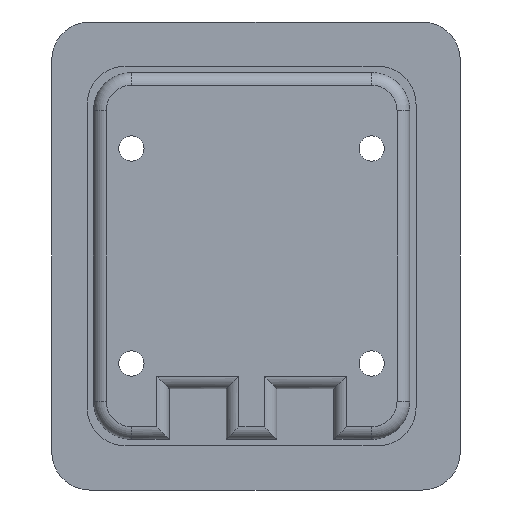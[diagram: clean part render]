
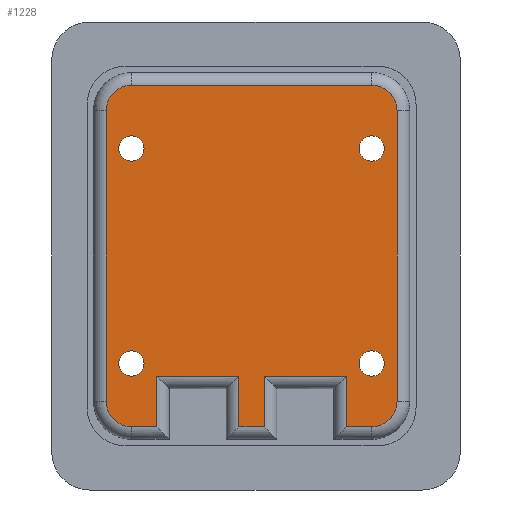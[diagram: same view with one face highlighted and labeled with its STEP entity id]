
A CAD part, front view. The second image highlights one B-rep face of the part: STEP entity #1228.
In plain terms, the highlighted planar face has unit normal (0, -1, 0).
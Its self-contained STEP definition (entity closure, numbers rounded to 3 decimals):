
#21=FACE_BOUND('',#258,.T.);
#22=FACE_BOUND('',#259,.T.);
#23=FACE_BOUND('',#260,.T.);
#24=FACE_BOUND('',#261,.T.);
#85=CIRCLE('',#1283,1.);
#90=CIRCLE('',#1290,1.);
#93=CIRCLE('',#1319,0.5);
#95=CIRCLE('',#1322,0.5);
#97=CIRCLE('',#1328,0.5);
#99=CIRCLE('',#1331,0.5);
#105=CIRCLE('',#1344,1.);
#109=CIRCLE('',#1350,1.);
#184=FACE_OUTER_BOUND('',#257,.T.);
#257=EDGE_LOOP('',(#973,#974,#975,#976,#977,#978,#979,#980,#981,#982,#983,
#984,#985,#986,#987,#988));
#258=EDGE_LOOP('',(#989));
#259=EDGE_LOOP('',(#990));
#260=EDGE_LOOP('',(#991));
#261=EDGE_LOOP('',(#992));
#318=LINE('',#1856,#426);
#321=LINE('',#1864,#429);
#324=LINE('',#1877,#432);
#325=LINE('',#1881,#433);
#327=LINE('',#1887,#435);
#330=LINE('',#1893,#438);
#332=LINE('',#1896,#440);
#333=LINE('',#1899,#441);
#335=LINE('',#1904,#443);
#371=LINE('',#1994,#479);
#373=LINE('',#2014,#481);
#374=LINE('',#2016,#482);
#426=VECTOR('',#1464,10.);
#429=VECTOR('',#1471,10.);
#432=VECTOR('',#1482,10.);
#433=VECTOR('',#1487,10.);
#435=VECTOR('',#1493,10.);
#438=VECTOR('',#1500,10.);
#440=VECTOR('',#1504,10.);
#441=VECTOR('',#1507,10.);
#443=VECTOR('',#1513,10.);
#479=VECTOR('',#1603,10.);
#481=VECTOR('',#1633,10.);
#482=VECTOR('',#1636,10.);
#529=VERTEX_POINT('',#1822);
#532=VERTEX_POINT('',#1827);
#535=VERTEX_POINT('',#1837);
#538=VERTEX_POINT('',#1842);
#542=VERTEX_POINT('',#1854);
#544=VERTEX_POINT('',#1862);
#545=VERTEX_POINT('',#1863);
#550=VERTEX_POINT('',#1874);
#551=VERTEX_POINT('',#1876);
#552=VERTEX_POINT('',#1880);
#554=VERTEX_POINT('',#1886);
#556=VERTEX_POINT('',#1898);
#565=VERTEX_POINT('',#1934);
#567=VERTEX_POINT('',#1940);
#578=VERTEX_POINT('',#1968);
#580=VERTEX_POINT('',#1974);
#583=VERTEX_POINT('',#1991);
#584=VERTEX_POINT('',#1993);
#585=VERTEX_POINT('',#2000);
#588=VERTEX_POINT('',#2010);
#640=EDGE_CURVE('',#532,#529,#85,.T.);
#647=EDGE_CURVE('',#538,#535,#90,.T.);
#653=EDGE_CURVE('',#542,#538,#318,.T.);
#656=EDGE_CURVE('',#544,#545,#321,.T.);
#662=EDGE_CURVE('',#550,#551,#324,.T.);
#664=EDGE_CURVE('',#545,#552,#325,.T.);
#667=EDGE_CURVE('',#552,#554,#327,.T.);
#671=EDGE_CURVE('',#554,#550,#330,.T.);
#673=EDGE_CURVE('',#551,#542,#332,.T.);
#674=EDGE_CURVE('',#556,#544,#333,.T.);
#677=EDGE_CURVE('',#529,#556,#335,.T.);
#694=EDGE_CURVE('',#565,#565,#93,.T.);
#697=EDGE_CURVE('',#567,#567,#95,.T.);
#710=EDGE_CURVE('',#578,#578,#97,.T.);
#713=EDGE_CURVE('',#580,#580,#99,.T.);
#722=EDGE_CURVE('',#583,#584,#371,.T.);
#727=EDGE_CURVE('',#584,#585,#105,.T.);
#732=EDGE_CURVE('',#588,#583,#109,.T.);
#733=EDGE_CURVE('',#585,#532,#373,.T.);
#734=EDGE_CURVE('',#535,#588,#374,.T.);
#973=ORIENTED_EDGE('',*,*,#733,.F.);
#974=ORIENTED_EDGE('',*,*,#727,.F.);
#975=ORIENTED_EDGE('',*,*,#722,.F.);
#976=ORIENTED_EDGE('',*,*,#732,.F.);
#977=ORIENTED_EDGE('',*,*,#734,.F.);
#978=ORIENTED_EDGE('',*,*,#647,.F.);
#979=ORIENTED_EDGE('',*,*,#653,.F.);
#980=ORIENTED_EDGE('',*,*,#673,.F.);
#981=ORIENTED_EDGE('',*,*,#662,.F.);
#982=ORIENTED_EDGE('',*,*,#671,.F.);
#983=ORIENTED_EDGE('',*,*,#667,.F.);
#984=ORIENTED_EDGE('',*,*,#664,.F.);
#985=ORIENTED_EDGE('',*,*,#656,.F.);
#986=ORIENTED_EDGE('',*,*,#674,.F.);
#987=ORIENTED_EDGE('',*,*,#677,.F.);
#988=ORIENTED_EDGE('',*,*,#640,.F.);
#989=ORIENTED_EDGE('',*,*,#697,.T.);
#990=ORIENTED_EDGE('',*,*,#694,.T.);
#991=ORIENTED_EDGE('',*,*,#710,.T.);
#992=ORIENTED_EDGE('',*,*,#713,.T.);
#1176=PLANE('',#1352);
#1228=ADVANCED_FACE('',(#184,#21,#22,#23,#24),#1176,.F.);
#1283=AXIS2_PLACEMENT_3D('',#1829,#1435,#1436);
#1290=AXIS2_PLACEMENT_3D('',#1844,#1451,#1452);
#1319=AXIS2_PLACEMENT_3D('',#1936,#1545,#1546);
#1322=AXIS2_PLACEMENT_3D('',#1942,#1552,#1553);
#1328=AXIS2_PLACEMENT_3D('',#1970,#1575,#1576);
#1331=AXIS2_PLACEMENT_3D('',#1976,#1582,#1583);
#1344=AXIS2_PLACEMENT_3D('',#2002,#1616,#1617);
#1350=AXIS2_PLACEMENT_3D('',#2012,#1629,#1630);
#1352=AXIS2_PLACEMENT_3D('',#2015,#1634,#1635);
#1435=DIRECTION('center_axis',(0.,1.,0.));
#1436=DIRECTION('ref_axis',(0.707,0.,-0.707));
#1451=DIRECTION('center_axis',(0.,1.,0.));
#1452=DIRECTION('ref_axis',(-0.707,0.,-0.707));
#1464=DIRECTION('',(-1.,0.,0.));
#1471=DIRECTION('',(-1.,0.,0.));
#1482=DIRECTION('',(-1.,0.,0.));
#1487=DIRECTION('',(0.,0.,-1.));
#1493=DIRECTION('',(-1.,0.,0.));
#1500=DIRECTION('',(0.,0.,1.));
#1504=DIRECTION('',(0.,0.,-1.));
#1507=DIRECTION('',(0.,0.,1.));
#1513=DIRECTION('',(-1.,0.,0.));
#1545=DIRECTION('center_axis',(0.,1.,0.));
#1546=DIRECTION('ref_axis',(-1.,0.,0.));
#1552=DIRECTION('center_axis',(0.,1.,0.));
#1553=DIRECTION('ref_axis',(-1.,0.,0.));
#1575=DIRECTION('center_axis',(0.,1.,0.));
#1576=DIRECTION('ref_axis',(-1.,0.,0.));
#1582=DIRECTION('center_axis',(0.,1.,0.));
#1583=DIRECTION('ref_axis',(-1.,0.,0.));
#1603=DIRECTION('',(1.,0.,0.));
#1616=DIRECTION('center_axis',(0.,1.,0.));
#1617=DIRECTION('ref_axis',(0.707,0.,0.707));
#1629=DIRECTION('center_axis',(0.,1.,0.));
#1630=DIRECTION('ref_axis',(-0.707,0.,0.707));
#1633=DIRECTION('',(0.,0.,-1.));
#1634=DIRECTION('center_axis',(0.,1.,0.));
#1635=DIRECTION('ref_axis',(1.,0.,0.));
#1636=DIRECTION('',(0.,0.,1.));
#1822=CARTESIAN_POINT('',(7.75,0.,-11.75));
#1827=CARTESIAN_POINT('',(8.75,0.,-10.75));
#1829=CARTESIAN_POINT('Origin',(7.75,0.,-10.75));
#1837=CARTESIAN_POINT('',(-2.75,0.,-10.75));
#1842=CARTESIAN_POINT('',(-1.75,0.,-11.75));
#1844=CARTESIAN_POINT('Origin',(-1.75,0.,-10.75));
#1854=CARTESIAN_POINT('',(-0.75,0.,-11.75));
#1856=CARTESIAN_POINT('',(1.375,0.,-11.75));
#1862=CARTESIAN_POINT('',(6.75,0.,-9.75));
#1863=CARTESIAN_POINT('',(3.5,0.,-9.75));
#1864=CARTESIAN_POINT('',(4.625,0.,-9.75));
#1874=CARTESIAN_POINT('',(2.5,0.,-9.75));
#1876=CARTESIAN_POINT('',(-0.75,0.,-9.75));
#1877=CARTESIAN_POINT('',(4.625,0.,-9.75));
#1880=CARTESIAN_POINT('',(3.5,0.,-11.75));
#1881=CARTESIAN_POINT('',(3.5,0.,-8.625));
#1886=CARTESIAN_POINT('',(2.5,0.,-11.75));
#1887=CARTESIAN_POINT('',(3.5,0.,-11.75));
#1893=CARTESIAN_POINT('',(2.5,0.,-9.625));
#1896=CARTESIAN_POINT('',(-0.75,0.,-5.375));
#1898=CARTESIAN_POINT('',(6.75,0.,-11.75));
#1899=CARTESIAN_POINT('',(6.75,0.,-9.625));
#1904=CARTESIAN_POINT('',(5.625,0.,-11.75));
#1934=CARTESIAN_POINT('',(-1.25,0.,-9.25));
#1936=CARTESIAN_POINT('Origin',(-1.75,0.,-9.25));
#1940=CARTESIAN_POINT('',(8.25,0.,-9.25));
#1942=CARTESIAN_POINT('Origin',(7.75,0.,-9.25));
#1968=CARTESIAN_POINT('',(8.25,0.,-0.75));
#1970=CARTESIAN_POINT('Origin',(7.75,0.,-0.75));
#1974=CARTESIAN_POINT('',(-1.25,0.,-0.75));
#1976=CARTESIAN_POINT('Origin',(-1.75,0.,-0.75));
#1991=CARTESIAN_POINT('',(-1.75,0.,1.75));
#1993=CARTESIAN_POINT('',(7.75,0.,1.75));
#1994=CARTESIAN_POINT('',(0.375,0.,1.75));
#2000=CARTESIAN_POINT('',(8.75,0.,0.75));
#2002=CARTESIAN_POINT('Origin',(7.75,0.,0.75));
#2010=CARTESIAN_POINT('',(-2.75,0.,0.75));
#2012=CARTESIAN_POINT('Origin',(-1.75,0.,0.75));
#2014=CARTESIAN_POINT('',(8.75,0.,-4.375));
#2015=CARTESIAN_POINT('Origin',(3.,0.,-3.));
#2016=CARTESIAN_POINT('',(-2.75,0.,-5.625));
